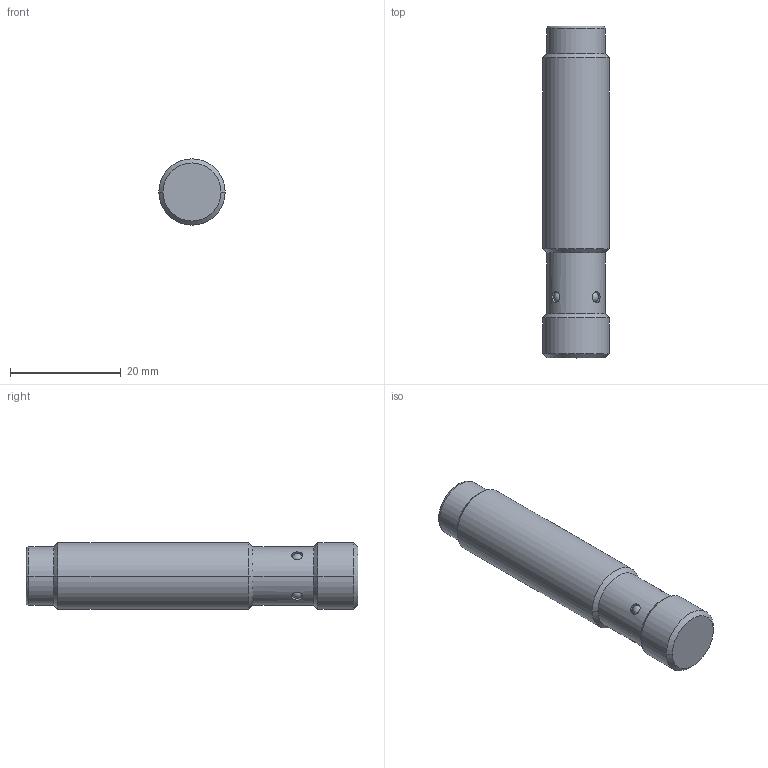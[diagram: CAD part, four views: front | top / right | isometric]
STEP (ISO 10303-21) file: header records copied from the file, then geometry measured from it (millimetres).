
FILE_DESCRIPTION((''),'2;1');
FILE_NAME('DW-LS-713-M12','2010-11-23T',('Ingenieurbuero Eiseler'),('Pepperl+Fuchs'),'PRO/ENGINEER BY PARAMETRIC TECHNOLOGY CORPORATION, 2007250','PRO/ENGINEER BY PARAMETRIC TECHNOLOGY CORPORATION, 2007250','');
FILE_SCHEMA(('CONFIG_CONTROL_DESIGN'));
Length unit declared in the file: millimetre
Products named in the file (1): DW-LS-713-M12
Bounding box: 12 x 60 x 12 mm (x, y, z)
Volume: 6316 mm3; surface area: 2403.8 mm2
Topology: 1 solids, 1 shells, 36 faces, 118 edges, 92 vertices
Faces by surface type: cylinder 16, cone 8, plane 6, sphere 4, torus 2
Entity records: 1923 total; most frequent: CARTESIAN_POINT 423, DIRECTION 238, ORIENTED_EDGE 140, PRESENTATION_STYLE_ASSIGNMENT 132, STYLED_ITEM 132, CURVE_STYLE 125, AXIS2_PLACEMENT_3D 91, EDGE_CURVE 70
